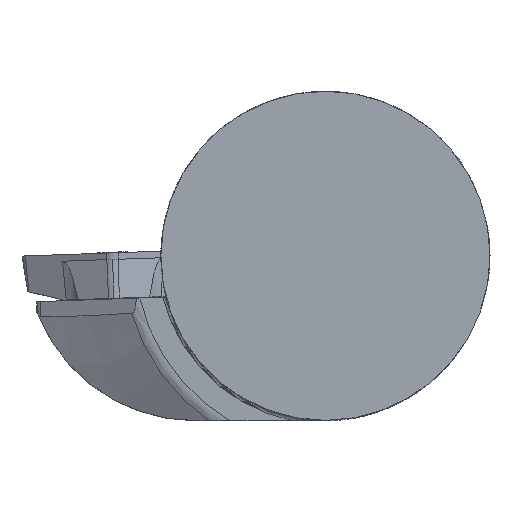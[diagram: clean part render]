
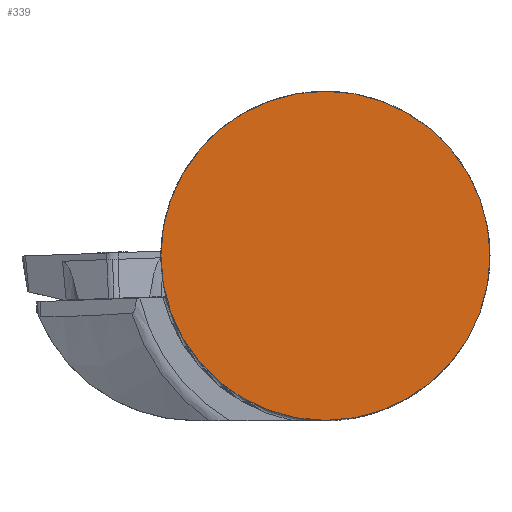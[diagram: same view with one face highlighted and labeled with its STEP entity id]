
A CAD part, top view. The second image highlights one B-rep face of the part: STEP entity #339.
In plain terms, the highlighted planar face has unit normal (0, 0, 1).
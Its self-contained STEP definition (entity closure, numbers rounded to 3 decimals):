
#163=PLANE('',#2097);
#245=FACE_OUTER_BOUND('',#492,.T.);
#339=ADVANCED_FACE('',(#245),#163,.T.);
#492=EDGE_LOOP('',(#1280));
#820=CIRCLE('',#1980,20.);
#1280=ORIENTED_EDGE('',*,*,#1625,.T.);
#1452=VERTEX_POINT('',#2828);
#1625=EDGE_CURVE('',#1452,#1452,#820,.T.);
#1980=AXIS2_PLACEMENT_3D('',#2827,#2191,#2192);
#2097=AXIS2_PLACEMENT_3D('',#3364,#2517,#2518);
#2191=DIRECTION('',(0.,0.,1.));
#2192=DIRECTION('',(1.,0.,0.));
#2517=DIRECTION('',(0.,0.,1.));
#2518=DIRECTION('',(1.,0.,0.));
#2827=CARTESIAN_POINT('',(0.,0.,0.));
#2828=CARTESIAN_POINT('',(20.,0.,0.));
#3364=CARTESIAN_POINT('',(0.,0.,0.));
